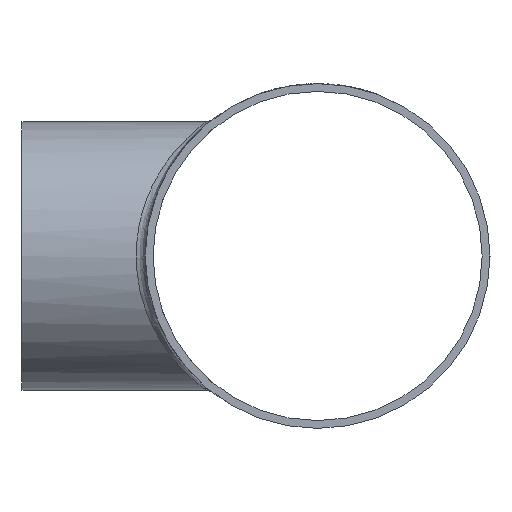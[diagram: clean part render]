
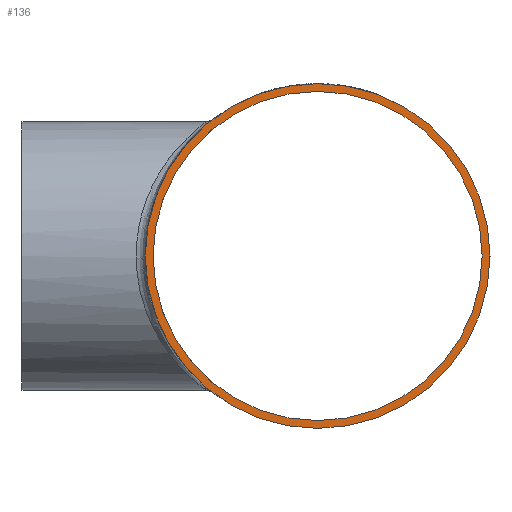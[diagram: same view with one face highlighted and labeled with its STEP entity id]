
A CAD part, left-side view. The second image highlights one B-rep face of the part: STEP entity #136.
In plain terms, the highlighted planar face has unit normal (-1, 0, 0).
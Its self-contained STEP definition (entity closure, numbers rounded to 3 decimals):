
#136 = ADVANCED_FACE ( 'NONE', ( #14382, #9312 ), #650, .T. ) ;
#650 = PLANE ( 'NONE',  #6025 ) ;
#1694 = CIRCLE ( 'NONE', #9460, 57.15 ) ;
#3569 = DIRECTION ( 'NONE',  ( 0., 0., 1. ) ) ;
#3752 = DIRECTION ( 'NONE',  ( 0., 0., 1. ) ) ;
#4474 = EDGE_LOOP ( 'NONE', ( #8728 ) ) ;
#6025 = AXIS2_PLACEMENT_3D ( 'NONE', #17838, #7791, #3569 ) ;
#6854 = EDGE_CURVE ( 'NONE', #7194, #7194, #12364, .T. ) ;
#7003 = DIRECTION ( 'NONE',  ( -1., 0., 0. ) ) ;
#7194 = VERTEX_POINT ( 'NONE', #7323 ) ;
#7323 = CARTESIAN_POINT ( 'NONE',  ( -105., 0., 54.55 ) ) ;
#7791 = DIRECTION ( 'NONE',  ( -1., 0., 0. ) ) ;
#7796 = DIRECTION ( 'NONE',  ( -1., 0., 0. ) ) ;
#8617 = EDGE_LOOP ( 'NONE', ( #12748 ) ) ;
#8728 = ORIENTED_EDGE ( 'NONE', *, *, #9571, .T. ) ;
#9312 = FACE_OUTER_BOUND ( 'NONE', #4474, .T. ) ;
#9460 = AXIS2_PLACEMENT_3D ( 'NONE', #11111, #7003, #18094 ) ;
#9571 = EDGE_CURVE ( 'NONE', #12758, #12758, #1694, .T. ) ;
#11111 = CARTESIAN_POINT ( 'NONE',  ( -105., 0., 0. ) ) ;
#11910 = AXIS2_PLACEMENT_3D ( 'NONE', #17843, #7796, #3752 ) ;
#12364 = CIRCLE ( 'NONE', #11910, 54.55 ) ;
#12748 = ORIENTED_EDGE ( 'NONE', *, *, #6854, .F. ) ;
#12758 = VERTEX_POINT ( 'NONE', #12908 ) ;
#12908 = CARTESIAN_POINT ( 'NONE',  ( -105., 0., 57.15 ) ) ;
#14382 = FACE_BOUND ( 'NONE', #8617, .T. ) ;
#17838 = CARTESIAN_POINT ( 'NONE',  ( -105., 0., 0. ) ) ;
#17843 = CARTESIAN_POINT ( 'NONE',  ( -105., 0., 0. ) ) ;
#18094 = DIRECTION ( 'NONE',  ( 0., 0., 1. ) ) ;
